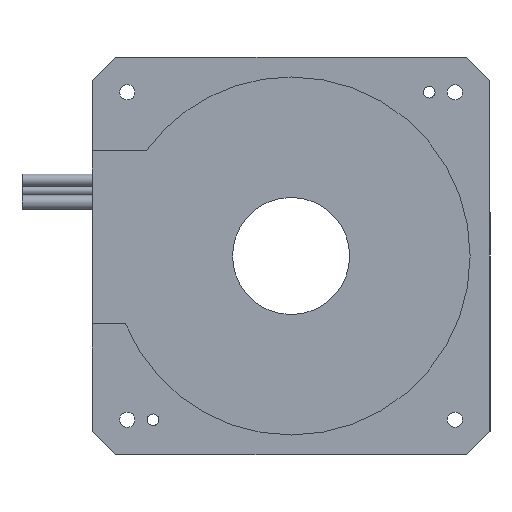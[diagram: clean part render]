
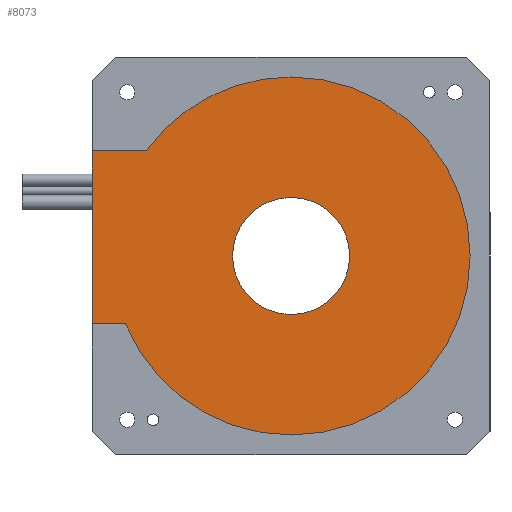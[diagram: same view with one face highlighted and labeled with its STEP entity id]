
A CAD part, front view. The second image highlights one B-rep face of the part: STEP entity #8073.
In plain terms, the highlighted planar face has unit normal (0, -1, 0).
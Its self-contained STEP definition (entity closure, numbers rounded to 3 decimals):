
#77 = ORIENTED_EDGE ( 'NONE', *, *, #7308, .T. ) ;
#108 = EDGE_CURVE ( 'NONE', #12768, #8878, #14895, .T. ) ;
#381 = CARTESIAN_POINT ( 'NONE',  ( 0.3, 0.3, 105. ) ) ;
#657 = AXIS2_PLACEMENT_3D ( 'NONE', #9115, #21614, #10979 ) ;
#1074 = CARTESIAN_POINT ( 'NONE',  ( 0.3, 0.3, 85. ) ) ;
#1523 = VERTEX_POINT ( 'NONE', #6669 ) ;
#1722 = EDGE_CURVE ( 'NONE', #17181, #1523, #22783, .T. ) ;
#2001 = LINE ( 'NONE', #20811, #17967 ) ;
#2142 = ORIENTED_EDGE ( 'NONE', *, *, #9164, .T. ) ;
#2580 = VERTEX_POINT ( 'NONE', #3623 ) ;
#2669 = CARTESIAN_POINT ( 'NONE',  ( 85., 0.3, 161.5 ) ) ;
#2925 = DIRECTION ( 'NONE',  ( 0., -1., 0. ) ) ;
#3008 = CARTESIAN_POINT ( 'NONE',  ( 23.135, 0.3, 130. ) ) ;
#3379 = CARTESIAN_POINT ( 'NONE',  ( 0.3, 0.3, 105. ) ) ;
#3396 = EDGE_CURVE ( 'NONE', #1523, #5822, #20544, .T. ) ;
#3578 = CARTESIAN_POINT ( 'NONE',  ( 0., 0.3, 105. ) ) ;
#3623 = CARTESIAN_POINT ( 'NONE',  ( 85., 0.3, 60. ) ) ;
#3739 = ORIENTED_EDGE ( 'NONE', *, *, #1722, .T. ) ;
#3765 = VERTEX_POINT ( 'NONE', #19616 ) ;
#3804 = CARTESIAN_POINT ( 'NONE',  ( 0.3, 0.3, 120. ) ) ;
#3941 = DIRECTION ( 'NONE',  ( 0., 0., -1. ) ) ;
#4035 = ORIENTED_EDGE ( 'NONE', *, *, #18276, .T. ) ;
#4441 = EDGE_CURVE ( 'NONE', #21914, #17181, #22363, .T. ) ;
#4738 = AXIS2_PLACEMENT_3D ( 'NONE', #17060, #6408, #14282 ) ;
#5379 = CARTESIAN_POINT ( 'NONE',  ( 85., 0.3, 85. ) ) ;
#5684 = CARTESIAN_POINT ( 'NONE',  ( 85., 0.3, 110. ) ) ;
#5822 = VERTEX_POINT ( 'NONE', #15438 ) ;
#5832 = DIRECTION ( 'NONE',  ( 1., 0., 0. ) ) ;
#6201 = VECTOR ( 'NONE', #21662, 1000. ) ;
#6408 = DIRECTION ( 'NONE',  ( 0., 1., 0. ) ) ;
#6441 = ORIENTED_EDGE ( 'NONE', *, *, #9861, .T. ) ;
#6531 = VECTOR ( 'NONE', #5832, 1000. ) ;
#6669 = CARTESIAN_POINT ( 'NONE',  ( 0., 0.3, 56. ) ) ;
#6988 = VERTEX_POINT ( 'NONE', #23264 ) ;
#7077 = VERTEX_POINT ( 'NONE', #5684 ) ;
#7294 = CARTESIAN_POINT ( 'NONE',  ( 85., 0.3, 85. ) ) ;
#7308 = EDGE_CURVE ( 'NONE', #8878, #21914, #11901, .T. ) ;
#7315 = PLANE ( 'NONE',  #14763 ) ;
#8073 = ADVANCED_FACE ( 'NONE', ( #22180, #11809 ), #7315, .T. ) ;
#8806 = ORIENTED_EDGE ( 'NONE', *, *, #14358, .T. ) ;
#8878 = VERTEX_POINT ( 'NONE', #22623 ) ;
#9115 = CARTESIAN_POINT ( 'NONE',  ( 85., 0.3, 85. ) ) ;
#9164 = EDGE_CURVE ( 'NONE', #2580, #7077, #14811, .T. ) ;
#9210 = CARTESIAN_POINT ( 'NONE',  ( 85., 0.3, 130. ) ) ;
#9233 = CIRCLE ( 'NONE', #10188, 25. ) ;
#9442 = VECTOR ( 'NONE', #11587, 1000. ) ;
#9861 = EDGE_CURVE ( 'NONE', #7077, #2580, #9233, .T. ) ;
#10188 = AXIS2_PLACEMENT_3D ( 'NONE', #7294, #16047, #12529 ) ;
#10665 = CARTESIAN_POINT ( 'NONE',  ( 0., 0.3, 120. ) ) ;
#10979 = DIRECTION ( 'NONE',  ( 0., 0., -1. ) ) ;
#11267 = CARTESIAN_POINT ( 'NONE',  ( 85., 0.3, 56. ) ) ;
#11587 = DIRECTION ( 'NONE',  ( -1., 0., 0. ) ) ;
#11809 = FACE_OUTER_BOUND ( 'NONE', #16010, .T. ) ;
#11901 = LINE ( 'NONE', #1074, #21444 ) ;
#11934 = EDGE_LOOP ( 'NONE', ( #2142, #6441 ) ) ;
#12452 = VERTEX_POINT ( 'NONE', #2669 ) ;
#12529 = DIRECTION ( 'NONE',  ( 0., 0., -1. ) ) ;
#12548 = DIRECTION ( 'NONE',  ( 0., -1., 0. ) ) ;
#12768 = VERTEX_POINT ( 'NONE', #10665 ) ;
#12769 = LINE ( 'NONE', #9210, #9442 ) ;
#12779 = EDGE_CURVE ( 'NONE', #6988, #12452, #21929, .T. ) ;
#12853 = CARTESIAN_POINT ( 'NONE',  ( 85., 0.3, 85. ) ) ;
#13113 = EDGE_CURVE ( 'NONE', #3765, #12768, #2001, .T. ) ;
#13329 = ORIENTED_EDGE ( 'NONE', *, *, #12779, .T. ) ;
#13334 = ORIENTED_EDGE ( 'NONE', *, *, #13740, .T. ) ;
#13740 = EDGE_CURVE ( 'NONE', #5822, #6988, #19329, .T. ) ;
#13814 = ORIENTED_EDGE ( 'NONE', *, *, #13113, .T. ) ;
#14282 = DIRECTION ( 'NONE',  ( 0., 0., -1. ) ) ;
#14358 = EDGE_CURVE ( 'NONE', #17504, #3765, #12769, .T. ) ;
#14763 = AXIS2_PLACEMENT_3D ( 'NONE', #12853, #12548, #3941 ) ;
#14811 = CIRCLE ( 'NONE', #4738, 25. ) ;
#14895 = LINE ( 'NONE', #3804, #6201 ) ;
#15438 = CARTESIAN_POINT ( 'NONE',  ( 14.21, 0.3, 56. ) ) ;
#15598 = CARTESIAN_POINT ( 'NONE',  ( 85., 0.3, 85. ) ) ;
#16010 = EDGE_LOOP ( 'NONE', ( #8806, #13814, #16742, #77, #22855, #3739, #23155, #13334, #13329, #4035 ) ) ;
#16047 = DIRECTION ( 'NONE',  ( 0., 1., 0. ) ) ;
#16742 = ORIENTED_EDGE ( 'NONE', *, *, #108, .T. ) ;
#16826 = DIRECTION ( 'NONE',  ( 0., 0., -1. ) ) ;
#17060 = CARTESIAN_POINT ( 'NONE',  ( 85., 0.3, 85. ) ) ;
#17181 = VERTEX_POINT ( 'NONE', #3578 ) ;
#17194 = DIRECTION ( 'NONE',  ( 0., 0., -1. ) ) ;
#17504 = VERTEX_POINT ( 'NONE', #3008 ) ;
#17967 = VECTOR ( 'NONE', #20893, 1000. ) ;
#18000 = VECTOR ( 'NONE', #16826, 1000. ) ;
#18276 = EDGE_CURVE ( 'NONE', #12452, #17504, #21462, .T. ) ;
#19020 = AXIS2_PLACEMENT_3D ( 'NONE', #5379, #19489, #23259 ) ;
#19329 = CIRCLE ( 'NONE', #20052, 76.5 ) ;
#19428 = DIRECTION ( 'NONE',  ( -1., 0., 0. ) ) ;
#19489 = DIRECTION ( 'NONE',  ( 0., -1., 0. ) ) ;
#19616 = CARTESIAN_POINT ( 'NONE',  ( 0., 0.3, 130. ) ) ;
#20052 = AXIS2_PLACEMENT_3D ( 'NONE', #15598, #2925, #20862 ) ;
#20544 = LINE ( 'NONE', #11267, #6531 ) ;
#20811 = CARTESIAN_POINT ( 'NONE',  ( 0., 0.3, 85. ) ) ;
#20862 = DIRECTION ( 'NONE',  ( 0., 0., -1. ) ) ;
#20893 = DIRECTION ( 'NONE',  ( 0., 0., -1. ) ) ;
#21444 = VECTOR ( 'NONE', #17194, 1000. ) ;
#21462 = CIRCLE ( 'NONE', #19020, 76.5 ) ;
#21515 = VECTOR ( 'NONE', #19428, 1000. ) ;
#21614 = DIRECTION ( 'NONE',  ( 0., -1., 0. ) ) ;
#21662 = DIRECTION ( 'NONE',  ( 1., 0., 0. ) ) ;
#21849 = CARTESIAN_POINT ( 'NONE',  ( 0., 0.3, 85. ) ) ;
#21914 = VERTEX_POINT ( 'NONE', #381 ) ;
#21929 = CIRCLE ( 'NONE', #657, 76.5 ) ;
#22180 = FACE_BOUND ( 'NONE', #11934, .T. ) ;
#22363 = LINE ( 'NONE', #3379, #21515 ) ;
#22623 = CARTESIAN_POINT ( 'NONE',  ( 0.3, 0.3, 120. ) ) ;
#22783 = LINE ( 'NONE', #21849, #18000 ) ;
#22855 = ORIENTED_EDGE ( 'NONE', *, *, #4441, .T. ) ;
#23155 = ORIENTED_EDGE ( 'NONE', *, *, #3396, .T. ) ;
#23259 = DIRECTION ( 'NONE',  ( 0., 0., -1. ) ) ;
#23264 = CARTESIAN_POINT ( 'NONE',  ( 85., 0.3, 8.5 ) ) ;
